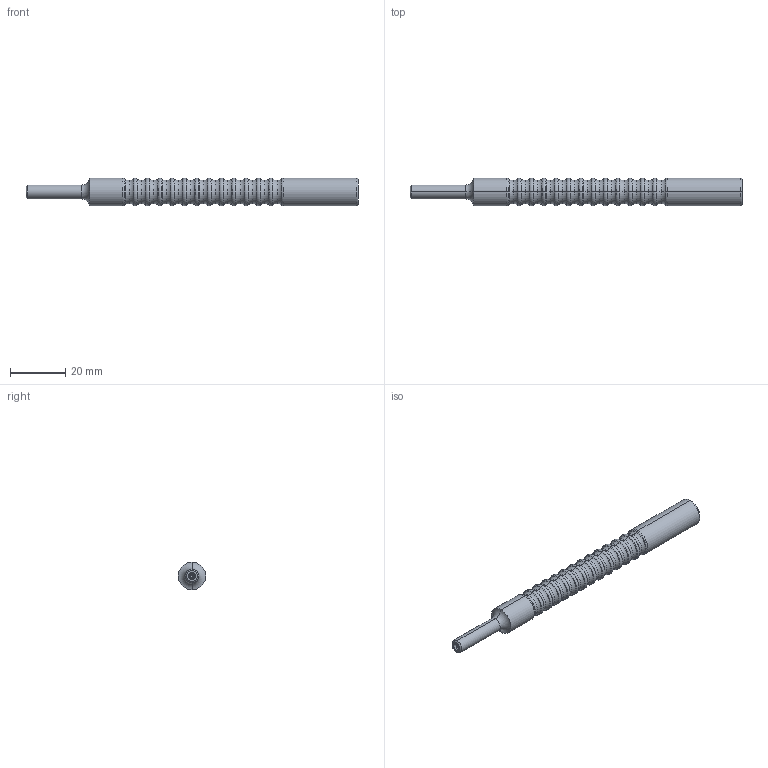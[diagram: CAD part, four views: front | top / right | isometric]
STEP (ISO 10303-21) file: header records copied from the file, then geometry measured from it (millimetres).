
FILE_DESCRIPTION (( 'STEP AP214' ), '1' );
FILE_NAME ('Axe_indexe_A.STEP', '2024-08-21T10:49:46', ( '' ), ( '' ), 'SwSTEP 2.0', 'SolidWorks 2016', '' );
FILE_SCHEMA (( 'AUTOMOTIVE_DESIGN' ));
Length unit declared in the file: millimetre
Products named in the file (1): Axe_indexe_A
Bounding box: 119.85 x 10 x 10 mm (x, y, z)
Volume: 7201.5 mm3; surface area: 3598.2 mm2
Topology: 1 solids, 1 shells, 159 faces, 322 edges, 165 vertices
Faces by surface type: torus 84, cone 58, plane 9, cylinder 8
Entity records: 4124 total; most frequent: DIRECTION 876, CARTESIAN_POINT 645, ORIENTED_EDGE 640, AXIS2_PLACEMENT_3D 396, EDGE_CURVE 320, CIRCLE 236, VERTEX_POINT 165, EDGE_LOOP 161
